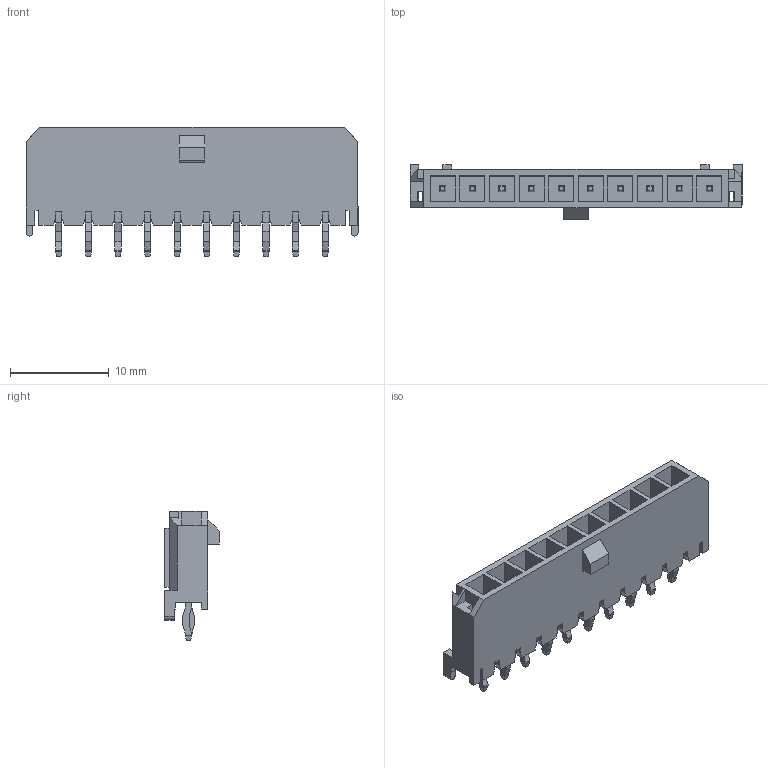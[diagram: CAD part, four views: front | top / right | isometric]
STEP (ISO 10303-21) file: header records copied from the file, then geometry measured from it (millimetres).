
FILE_DESCRIPTION(/* description */ ('Unknown'),/* implementation_level */ '2;1');
FILE_NAME(/* name */ 'J_Wurth_WR-MPC3_66201011122',/* time_stamp */ '2025-06-13T10:16:07+08:00',/* author */ ('Unknown'),/* organization */ ('Unknown'),/* preprocessor_version */ 'ST-DEVELOPER v19.4',/* originating_system */ 'Solid Edge',/* authorisation */ 'Unknown');
FILE_SCHEMA (('AUTOMOTIVE_DESIGN {1 0 10303 214 3 1 1}'));
Length unit declared in the file: millimetre
Products named in the file (2): J_Wurth_WR-MPC3_66201011122
Assembly tree (1 placements, depth 2):
  J_Wurth_WR-MPC3_66201011122
    J_Wurth_WR-MPC3_66201011122
Bounding box: 33.65 x 5.57 x 13.08 mm (x, y, z)
Volume: 758.2 mm3; surface area: 2111.8 mm2
Topology: 1 solids, 1 shells, 586 faces, 1537 edges, 968 vertices
Faces by surface type: plane 583, cylinder 3
Entity records: 21588 total; most frequent: CARTESIAN_POINT 3093, ORIENTED_EDGE 3074, DIRECTION 2719, EDGE_CURVE 1537, LINE 1531, VECTOR 1531, VERTEX_POINT 968, EDGE_LOOP 609
